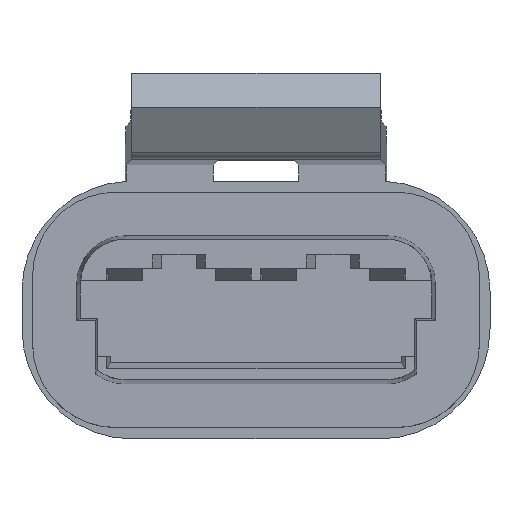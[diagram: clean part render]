
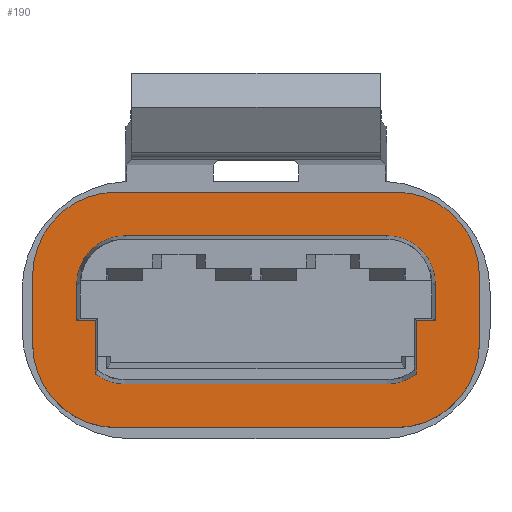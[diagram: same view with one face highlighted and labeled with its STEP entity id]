
A CAD part, top view. The second image highlights one B-rep face of the part: STEP entity #190.
In plain terms, the highlighted planar face has unit normal (0, 0, 1).
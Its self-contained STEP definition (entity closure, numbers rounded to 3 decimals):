
#46=FACE_BOUND('',#417,.T.);
#47=FACE_BOUND('',#418,.T.);
#90=PLANE('',#2183);
#190=ADVANCED_FACE('',(#46,#47),#90,.F.);
#417=EDGE_LOOP('',(#1270,#1271,#1272,#1273,#1274,#1275,#1276,#1277));
#418=EDGE_LOOP('',(#1278,#1279,#1280,#1281,#1282,#1283,#1284,#1285,#1286,
#1287,#1288,#1289));
#500=CIRCLE('',#2175,4.9);
#501=CIRCLE('',#2176,4.9);
#502=CIRCLE('',#2177,4.9);
#503=CIRCLE('',#2178,4.9);
#504=CIRCLE('',#2179,2.831);
#505=CIRCLE('',#2180,2.831);
#506=CIRCLE('',#2181,2.831);
#507=CIRCLE('',#2182,2.831);
#616=LINE('',#3165,#844);
#617=LINE('',#3169,#845);
#618=LINE('',#3173,#846);
#619=LINE('',#3177,#847);
#620=LINE('',#3178,#848);
#621=LINE('',#3183,#849);
#622=LINE('',#3187,#850);
#623=LINE('',#3189,#851);
#624=LINE('',#3191,#852);
#625=LINE('',#3195,#853);
#626=LINE('',#3199,#854);
#627=LINE('',#3201,#855);
#844=VECTOR('',#2545,1.);
#845=VECTOR('',#2548,1.);
#846=VECTOR('',#2551,1.);
#847=VECTOR('',#2554,1.);
#848=VECTOR('',#2555,1.);
#849=VECTOR('',#2558,1.);
#850=VECTOR('',#2561,1.);
#851=VECTOR('',#2562,1.);
#852=VECTOR('',#2563,1.);
#853=VECTOR('',#2566,1.);
#854=VECTOR('',#2569,1.);
#855=VECTOR('',#2570,1.);
#1270=ORIENTED_EDGE('',*,*,#1914,.T.);
#1271=ORIENTED_EDGE('',*,*,#1915,.T.);
#1272=ORIENTED_EDGE('',*,*,#1916,.T.);
#1273=ORIENTED_EDGE('',*,*,#1917,.T.);
#1274=ORIENTED_EDGE('',*,*,#1918,.T.);
#1275=ORIENTED_EDGE('',*,*,#1919,.T.);
#1276=ORIENTED_EDGE('',*,*,#1920,.T.);
#1277=ORIENTED_EDGE('',*,*,#1921,.T.);
#1278=ORIENTED_EDGE('',*,*,#1922,.F.);
#1279=ORIENTED_EDGE('',*,*,#1923,.T.);
#1280=ORIENTED_EDGE('',*,*,#1924,.F.);
#1281=ORIENTED_EDGE('',*,*,#1925,.T.);
#1282=ORIENTED_EDGE('',*,*,#1926,.F.);
#1283=ORIENTED_EDGE('',*,*,#1927,.T.);
#1284=ORIENTED_EDGE('',*,*,#1928,.T.);
#1285=ORIENTED_EDGE('',*,*,#1929,.T.);
#1286=ORIENTED_EDGE('',*,*,#1930,.F.);
#1287=ORIENTED_EDGE('',*,*,#1931,.T.);
#1288=ORIENTED_EDGE('',*,*,#1932,.T.);
#1289=ORIENTED_EDGE('',*,*,#1933,.T.);
#1668=VERTEX_POINT('',#3163);
#1669=VERTEX_POINT('',#3164);
#1670=VERTEX_POINT('',#3166);
#1671=VERTEX_POINT('',#3168);
#1672=VERTEX_POINT('',#3170);
#1673=VERTEX_POINT('',#3172);
#1674=VERTEX_POINT('',#3174);
#1675=VERTEX_POINT('',#3176);
#1676=VERTEX_POINT('',#3179);
#1677=VERTEX_POINT('',#3180);
#1678=VERTEX_POINT('',#3182);
#1679=VERTEX_POINT('',#3184);
#1680=VERTEX_POINT('',#3186);
#1681=VERTEX_POINT('',#3188);
#1682=VERTEX_POINT('',#3190);
#1683=VERTEX_POINT('',#3192);
#1684=VERTEX_POINT('',#3194);
#1685=VERTEX_POINT('',#3196);
#1686=VERTEX_POINT('',#3198);
#1687=VERTEX_POINT('',#3200);
#1914=EDGE_CURVE('',#1668,#1669,#500,.T.);
#1915=EDGE_CURVE('',#1669,#1670,#616,.T.);
#1916=EDGE_CURVE('',#1670,#1671,#501,.T.);
#1917=EDGE_CURVE('',#1671,#1672,#617,.T.);
#1918=EDGE_CURVE('',#1672,#1673,#502,.T.);
#1919=EDGE_CURVE('',#1673,#1674,#618,.T.);
#1920=EDGE_CURVE('',#1674,#1675,#503,.T.);
#1921=EDGE_CURVE('',#1675,#1668,#619,.T.);
#1922=EDGE_CURVE('',#1676,#1677,#620,.T.);
#1923=EDGE_CURVE('',#1676,#1678,#504,.T.);
#1924=EDGE_CURVE('',#1679,#1678,#621,.T.);
#1925=EDGE_CURVE('',#1679,#1680,#505,.T.);
#1926=EDGE_CURVE('',#1681,#1680,#622,.T.);
#1927=EDGE_CURVE('',#1681,#1682,#623,.T.);
#1928=EDGE_CURVE('',#1682,#1683,#624,.T.);
#1929=EDGE_CURVE('',#1683,#1684,#506,.T.);
#1930=EDGE_CURVE('',#1685,#1684,#625,.T.);
#1931=EDGE_CURVE('',#1685,#1686,#507,.T.);
#1932=EDGE_CURVE('',#1686,#1687,#626,.T.);
#1933=EDGE_CURVE('',#1687,#1677,#627,.T.);
#2175=AXIS2_PLACEMENT_3D('',#3162,#2543,#2544);
#2176=AXIS2_PLACEMENT_3D('',#3167,#2546,#2547);
#2177=AXIS2_PLACEMENT_3D('',#3171,#2549,#2550);
#2178=AXIS2_PLACEMENT_3D('',#3175,#2552,#2553);
#2179=AXIS2_PLACEMENT_3D('',#3181,#2556,#2557);
#2180=AXIS2_PLACEMENT_3D('',#3185,#2559,#2560);
#2181=AXIS2_PLACEMENT_3D('',#3193,#2564,#2565);
#2182=AXIS2_PLACEMENT_3D('',#3197,#2567,#2568);
#2183=AXIS2_PLACEMENT_3D('',#3202,#2571,#2572);
#2543=DIRECTION('',(0.,0.,1.));
#2544=DIRECTION('',(0.,1.,0.));
#2545=DIRECTION('',(0.,-1.,0.));
#2546=DIRECTION('',(0.,0.,1.));
#2547=DIRECTION('',(0.,1.,0.));
#2548=DIRECTION('',(1.,0.,0.));
#2549=DIRECTION('',(0.,0.,1.));
#2550=DIRECTION('',(0.,1.,0.));
#2551=DIRECTION('',(0.,1.,0.));
#2552=DIRECTION('',(0.,0.,1.));
#2553=DIRECTION('',(0.,1.,0.));
#2554=DIRECTION('',(-1.,0.,0.));
#2555=DIRECTION('',(0.,-1.,0.));
#2556=DIRECTION('',(0.,0.,-1.));
#2557=DIRECTION('',(-1.,0.,0.));
#2558=DIRECTION('',(-1.,0.,0.));
#2559=DIRECTION('',(0.,0.,-1.));
#2560=DIRECTION('',(-1.,0.,0.));
#2561=DIRECTION('',(0.,1.,0.));
#2562=DIRECTION('',(-1.,0.,0.));
#2563=DIRECTION('',(0.,-1.,0.));
#2564=DIRECTION('',(0.,0.,-1.));
#2565=DIRECTION('',(-1.,0.,0.));
#2566=DIRECTION('',(1.,0.,0.));
#2567=DIRECTION('',(0.,0.,-1.));
#2568=DIRECTION('',(-1.,0.,0.));
#2569=DIRECTION('',(0.,1.,0.));
#2570=DIRECTION('',(-1.,0.,0.));
#2571=DIRECTION('',(0.,0.,-1.));
#2572=DIRECTION('',(0.,1.,0.));
#3162=CARTESIAN_POINT('',(-8.158,1.98,-6.25));
#3163=CARTESIAN_POINT('',(-8.158,6.88,-6.25));
#3164=CARTESIAN_POINT('',(-13.058,1.98,-6.25));
#3165=CARTESIAN_POINT('',(-13.058,1.98,-6.25));
#3166=CARTESIAN_POINT('',(-13.058,-1.98,-6.25));
#3167=CARTESIAN_POINT('',(-8.158,-1.98,-6.25));
#3168=CARTESIAN_POINT('',(-8.158,-6.88,-6.25));
#3169=CARTESIAN_POINT('',(-8.158,-6.88,-6.25));
#3170=CARTESIAN_POINT('',(8.158,-6.88,-6.25));
#3171=CARTESIAN_POINT('',(8.158,-1.98,-6.25));
#3172=CARTESIAN_POINT('',(13.058,-1.98,-6.25));
#3173=CARTESIAN_POINT('',(13.058,-1.98,-6.25));
#3174=CARTESIAN_POINT('',(13.058,1.98,-6.25));
#3175=CARTESIAN_POINT('',(8.158,1.98,-6.25));
#3176=CARTESIAN_POINT('',(8.158,6.88,-6.25));
#3177=CARTESIAN_POINT('',(8.158,6.88,-6.25));
#3178=CARTESIAN_POINT('',(-10.481,1.5,-6.25));
#3179=CARTESIAN_POINT('',(-10.481,1.5,-6.25));
#3180=CARTESIAN_POINT('',(-10.481,-0.616,-6.25));
#3181=CARTESIAN_POINT('',(-7.65,1.5,-6.25));
#3182=CARTESIAN_POINT('',(-7.65,4.331,-6.25));
#3183=CARTESIAN_POINT('',(7.65,4.331,-6.25));
#3184=CARTESIAN_POINT('',(7.65,4.331,-6.25));
#3185=CARTESIAN_POINT('',(7.65,1.5,-6.25));
#3186=CARTESIAN_POINT('',(10.481,1.5,-6.25));
#3187=CARTESIAN_POINT('',(10.481,-1.5,-6.25));
#3188=CARTESIAN_POINT('',(10.481,-0.616,-6.25));
#3189=CARTESIAN_POINT('',(13.25,-0.616,-6.25));
#3190=CARTESIAN_POINT('',(9.366,-0.616,-6.25));
#3191=CARTESIAN_POINT('',(9.366,-0.5,-6.25));
#3192=CARTESIAN_POINT('',(9.366,-3.752,-6.25));
#3193=CARTESIAN_POINT('',(7.65,-1.5,-6.25));
#3194=CARTESIAN_POINT('',(7.65,-4.331,-6.25));
#3195=CARTESIAN_POINT('',(-7.65,-4.331,-6.25));
#3196=CARTESIAN_POINT('',(-7.65,-4.331,-6.25));
#3197=CARTESIAN_POINT('',(-7.65,-1.5,-6.25));
#3198=CARTESIAN_POINT('',(-9.366,-3.752,-6.25));
#3199=CARTESIAN_POINT('',(-9.366,-8.5,-6.25));
#3200=CARTESIAN_POINT('',(-9.366,-0.616,-6.25));
#3201=CARTESIAN_POINT('',(-9.25,-0.616,-6.25));
#3202=CARTESIAN_POINT('',(8.158,-4.68,-6.25));
